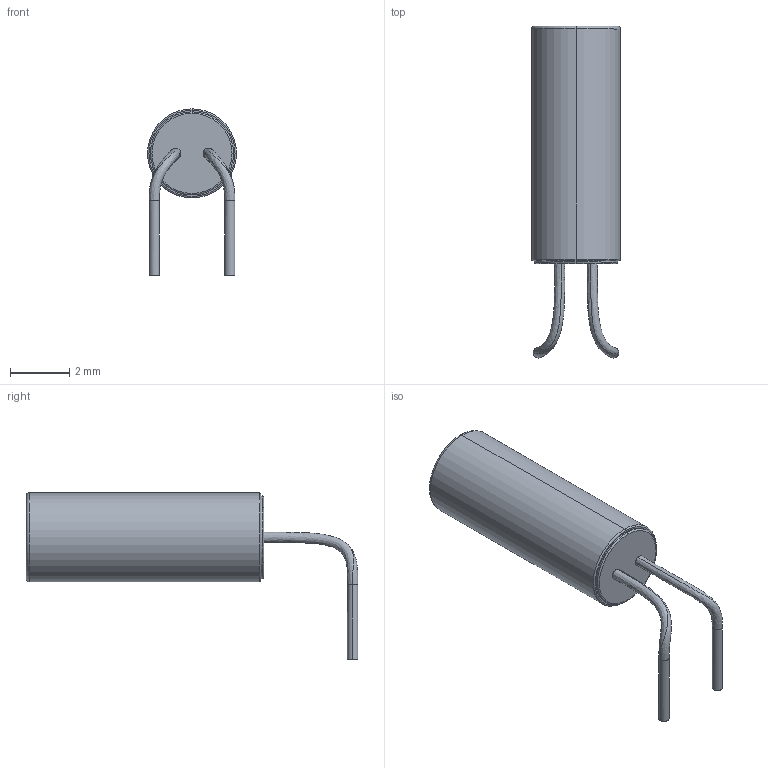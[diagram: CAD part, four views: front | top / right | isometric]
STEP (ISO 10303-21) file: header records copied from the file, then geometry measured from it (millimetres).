
FILE_DESCRIPTION (( 'STEP AP214' ), '1' );
FILE_NAME ('User Library-KDS-DT-38.STEP', '2019-12-17T11:49:46', ( '' ), ( '' ), 'SwSTEP 2.0', 'SolidWorks 2019', '' );
FILE_SCHEMA (( 'AUTOMOTIVE_DESIGN' ));
Length unit declared in the file: millimetre
Products named in the file (1): User Library-KDS-DT-38
Bounding box: 3 x 11.18 x 5.6 mm (x, y, z)
Volume: 57.7 mm3; surface area: 103.5 mm2
Topology: 1 solids, 1 shells, 23 faces, 44 edges, 26 vertices
Faces by surface type: cylinder 8, torus 6, plane 5, bspline 4
Entity records: 1102 total; most frequent: CARTESIAN_POINT 626, DIRECTION 96, ORIENTED_EDGE 88, AXIS2_PLACEMENT_3D 44, EDGE_CURVE 44, VERTEX_POINT 26, EDGE_LOOP 26, CIRCLE 24
